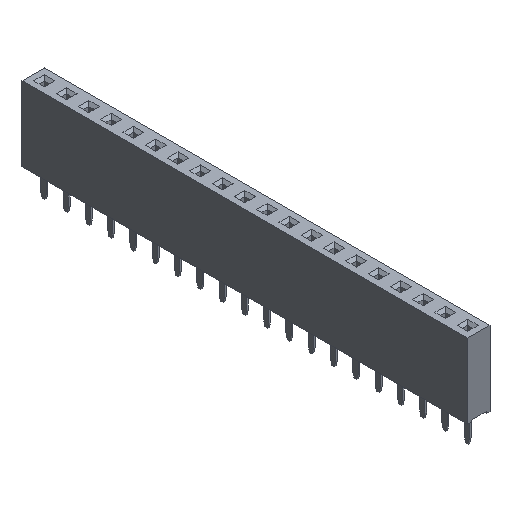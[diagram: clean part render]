
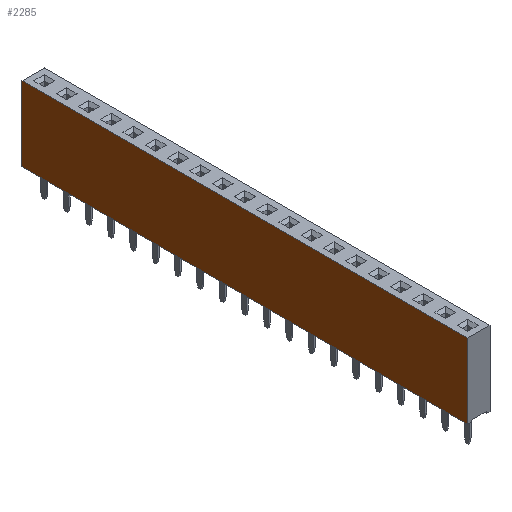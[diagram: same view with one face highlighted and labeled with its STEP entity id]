
A CAD part, isometric view. The second image highlights one B-rep face of the part: STEP entity #2285.
In plain terms, the highlighted planar face has unit normal (-1, 0, 0).
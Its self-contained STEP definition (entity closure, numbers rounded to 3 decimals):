
#62 = VERTEX_POINT('',#63);
#63 = CARTESIAN_POINT('',(-1.27,-49.53,0.));
#71 = EDGE_CURVE('',#62,#72,#74,.T.);
#72 = VERTEX_POINT('',#73);
#73 = CARTESIAN_POINT('',(-1.27,-49.53,8.5));
#74 = LINE('',#75,#76);
#75 = CARTESIAN_POINT('',(-1.27,-49.53,0.));
#76 = VECTOR('',#77,1.);
#77 = DIRECTION('',(0.,0.,1.));
#134 = VERTEX_POINT('',#135);
#135 = CARTESIAN_POINT('',(-1.27,1.27,8.5));
#141 = EDGE_CURVE('',#142,#134,#144,.T.);
#142 = VERTEX_POINT('',#143);
#143 = CARTESIAN_POINT('',(-1.27,1.27,0.));
#144 = LINE('',#145,#146);
#145 = CARTESIAN_POINT('',(-1.27,1.27,0.));
#146 = VECTOR('',#147,1.);
#147 = DIRECTION('',(0.,0.,1.));
#206 = EDGE_CURVE('',#134,#72,#207,.T.);
#207 = LINE('',#208,#209);
#208 = CARTESIAN_POINT('',(-1.27,1.27,8.5));
#209 = VECTOR('',#210,1.);
#210 = DIRECTION('',(0.,-1.,0.));
#909 = EDGE_CURVE('',#142,#62,#910,.T.);
#910 = LINE('',#911,#912);
#911 = CARTESIAN_POINT('',(-1.27,1.27,0.));
#912 = VECTOR('',#913,1.);
#913 = DIRECTION('',(0.,-1.,0.));
#2285 = ADVANCED_FACE('',(#2286),#2292,.F.);
#2286 = FACE_BOUND('',#2287,.F.);
#2287 = EDGE_LOOP('',(#2288,#2289,#2290,#2291));
#2288 = ORIENTED_EDGE('',*,*,#141,.T.);
#2289 = ORIENTED_EDGE('',*,*,#206,.T.);
#2290 = ORIENTED_EDGE('',*,*,#71,.F.);
#2291 = ORIENTED_EDGE('',*,*,#909,.F.);
#2292 = PLANE('',#2293);
#2293 = AXIS2_PLACEMENT_3D('',#2294,#2295,#2296);
#2294 = CARTESIAN_POINT('',(-1.27,1.27,0.));
#2295 = DIRECTION('',(1.,0.,0.));
#2296 = DIRECTION('',(0.,-1.,0.));
